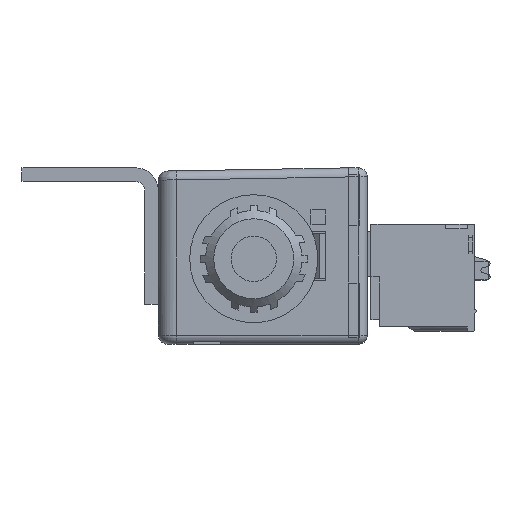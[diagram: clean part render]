
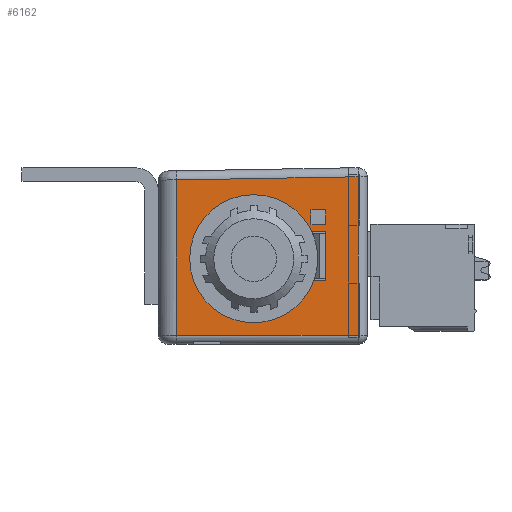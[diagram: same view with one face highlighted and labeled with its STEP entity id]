
A CAD part, front view. The second image highlights one B-rep face of the part: STEP entity #6162.
In plain terms, the highlighted planar face has unit normal (0, -1, 0).
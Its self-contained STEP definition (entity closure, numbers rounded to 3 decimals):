
#6162=ADVANCED_FACE('',(#20933,#20934,#20935,#20936),#8232,.F.);
#8232=PLANE('',#52325);
#9623=CIRCLE('',#52235,5.467);
#13345=LINE('',#78500,#18673);
#13357=LINE('',#78534,#18685);
#13810=LINE('',#80752,#19194);
#13812=LINE('',#80756,#19196);
#13814=LINE('',#80760,#19198);
#13815=LINE('',#80762,#19199);
#13816=LINE('',#80767,#19200);
#13883=LINE('',#80968,#19267);
#13886=LINE('',#80974,#19270);
#13889=LINE('',#80980,#19273);
#13908=LINE('',#81018,#19292);
#13922=LINE('',#81045,#19306);
#13923=LINE('',#81047,#19307);
#18673=VECTOR('',#61389,1.);
#18685=VECTOR('',#61435,1.);
#19194=VECTOR('',#62388,1.);
#19196=VECTOR('',#62392,1.);
#19198=VECTOR('',#62396,1.);
#19199=VECTOR('',#62399,1.);
#19200=VECTOR('',#62406,1.);
#19267=VECTOR('',#62617,1.);
#19270=VECTOR('',#62622,1.);
#19273=VECTOR('',#62627,1.);
#19292=VECTOR('',#62656,1.);
#19306=VECTOR('',#62684,1.);
#19307=VECTOR('',#62687,1.);
#20933=FACE_BOUND('',#22977,.T.);
#20934=FACE_BOUND('',#22978,.T.);
#20935=FACE_BOUND('',#22979,.T.);
#20936=FACE_BOUND('',#22980,.T.);
#22977=EDGE_LOOP('',(#33682,#33683,#33684,#33685,#33686));
#22978=EDGE_LOOP('',(#33687,#33688,#33689,#33690));
#22979=EDGE_LOOP('',(#33691));
#22980=EDGE_LOOP('',(#33692,#33693,#33694,#33695));
#33682=ORIENTED_EDGE('',*,*,#47317,.T.);
#33683=ORIENTED_EDGE('',*,*,#46555,.T.);
#33684=ORIENTED_EDGE('',*,*,#46572,.T.);
#33685=ORIENTED_EDGE('',*,*,#47318,.T.);
#33686=ORIENTED_EDGE('',*,*,#47193,.T.);
#33687=ORIENTED_EDGE('',*,*,#47281,.F.);
#33688=ORIENTED_EDGE('',*,*,#47284,.F.);
#33689=ORIENTED_EDGE('',*,*,#47303,.F.);
#33690=ORIENTED_EDGE('',*,*,#47278,.T.);
#33691=ORIENTED_EDGE('',*,*,#47192,.F.);
#33692=ORIENTED_EDGE('',*,*,#47191,.F.);
#33693=ORIENTED_EDGE('',*,*,#47190,.F.);
#33694=ORIENTED_EDGE('',*,*,#47188,.F.);
#33695=ORIENTED_EDGE('',*,*,#47186,.T.);
#40571=VERTEX_POINT('',#78499);
#40572=VERTEX_POINT('',#78501);
#40577=VERTEX_POINT('',#78535);
#40996=VERTEX_POINT('',#80749);
#40997=VERTEX_POINT('',#80751);
#40998=VERTEX_POINT('',#80755);
#40999=VERTEX_POINT('',#80759);
#41000=VERTEX_POINT('',#80765);
#41001=VERTEX_POINT('',#80768);
#41002=VERTEX_POINT('',#80769);
#41023=VERTEX_POINT('',#80962);
#41026=VERTEX_POINT('',#80967);
#41028=VERTEX_POINT('',#80973);
#41030=VERTEX_POINT('',#80979);
#46555=EDGE_CURVE('',#40572,#40571,#13345,.T.);
#46572=EDGE_CURVE('',#40571,#40577,#13357,.T.);
#47186=EDGE_CURVE('',#40996,#40997,#13810,.T.);
#47188=EDGE_CURVE('',#40996,#40998,#13812,.T.);
#47190=EDGE_CURVE('',#40998,#40999,#13814,.T.);
#47191=EDGE_CURVE('',#40999,#40997,#13815,.T.);
#47192=EDGE_CURVE('',#41000,#41000,#9623,.T.);
#47193=EDGE_CURVE('',#41001,#41002,#13816,.T.);
#47278=EDGE_CURVE('',#41023,#41026,#13883,.T.);
#47281=EDGE_CURVE('',#41028,#41026,#13886,.T.);
#47284=EDGE_CURVE('',#41030,#41028,#13889,.T.);
#47303=EDGE_CURVE('',#41023,#41030,#13908,.T.);
#47317=EDGE_CURVE('',#41002,#40572,#13922,.T.);
#47318=EDGE_CURVE('',#40577,#41001,#13923,.T.);
#52235=AXIS2_PLACEMENT_3D('',#80764,#62402,#62403);
#52325=AXIS2_PLACEMENT_3D('',#81049,#62690,#62691);
#61389=DIRECTION('',(0.,0.,1.));
#61435=DIRECTION('',(-1.,0.,0.));
#62388=DIRECTION('',(0.,0.,-1.));
#62392=DIRECTION('',(-1.,0.,0.));
#62396=DIRECTION('',(0.,0.,-1.));
#62399=DIRECTION('',(1.,0.,0.));
#62402=DIRECTION('',(0.,-1.,0.));
#62403=DIRECTION('',(0.,0.,-1.));
#62406=DIRECTION('',(0.,0.,-1.));
#62617=DIRECTION('',(-1.,0.,0.));
#62622=DIRECTION('',(0.,0.,-1.));
#62627=DIRECTION('',(-1.,0.,0.));
#62656=DIRECTION('',(0.,0.,1.));
#62684=DIRECTION('',(1.,0.,0.));
#62687=DIRECTION('',(-1.,0.,-0.017));
#62690=DIRECTION('',(0.,1.,0.));
#62691=DIRECTION('',(0.,0.,-1.));
#78499=CARTESIAN_POINT('',(-402.26,-166.987,3.));
#78500=CARTESIAN_POINT('',(-402.26,-166.987,-15.4));
#78501=CARTESIAN_POINT('',(-402.26,-166.987,-14.4));
#78534=CARTESIAN_POINT('',(-402.26,-166.987,3.));
#78535=CARTESIAN_POINT('',(-403.36,-166.987,3.));
#80749=CARTESIAN_POINT('',(-405.86,-166.987,-0.6));
#80751=CARTESIAN_POINT('',(-405.86,-166.987,-2.25));
#80752=CARTESIAN_POINT('',(-405.86,-166.987,-15.4));
#80755=CARTESIAN_POINT('',(-407.46,-166.987,-0.6));
#80756=CARTESIAN_POINT('',(-400.76,-166.987,-0.6));
#80759=CARTESIAN_POINT('',(-407.46,-166.987,-2.25));
#80760=CARTESIAN_POINT('',(-407.46,-166.987,-5.706));
#80762=CARTESIAN_POINT('',(-399.36,-166.987,-2.25));
#80764=CARTESIAN_POINT('',(-413.76,-166.987,-6.));
#80765=CARTESIAN_POINT('',(-413.76,-166.987,-11.467));
#80767=CARTESIAN_POINT('',(-422.26,-166.987,-15.4));
#80768=CARTESIAN_POINT('',(-422.26,-166.987,2.67));
#80769=CARTESIAN_POINT('',(-422.26,-166.987,-14.4));
#80962=CARTESIAN_POINT('',(-405.86,-166.987,-8.356));
#80967=CARTESIAN_POINT('',(-407.46,-166.987,-8.356));
#80968=CARTESIAN_POINT('',(-407.56,-166.987,-8.356));
#80973=CARTESIAN_POINT('',(-407.46,-166.987,-3.056));
#80974=CARTESIAN_POINT('',(-407.46,-166.987,-5.706));
#80979=CARTESIAN_POINT('',(-405.86,-166.987,-3.056));
#80980=CARTESIAN_POINT('',(-402.86,-166.987,-3.056));
#81018=CARTESIAN_POINT('',(-405.86,-166.987,-8.54));
#81045=CARTESIAN_POINT('',(-403.36,-166.987,-14.4));
#81047=CARTESIAN_POINT('',(-402.581,-166.987,3.013));
#81049=CARTESIAN_POINT('',(-402.26,-166.987,-15.4));
